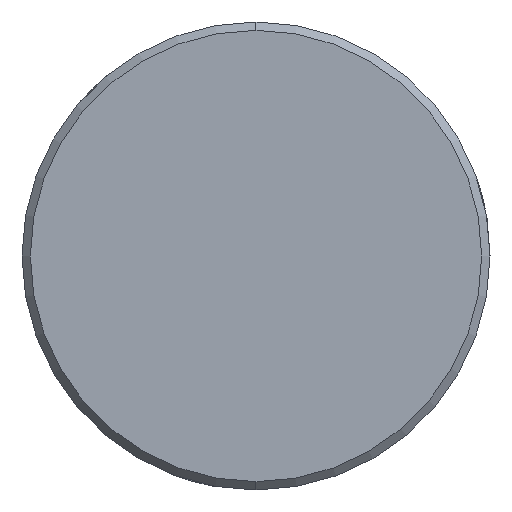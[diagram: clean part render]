
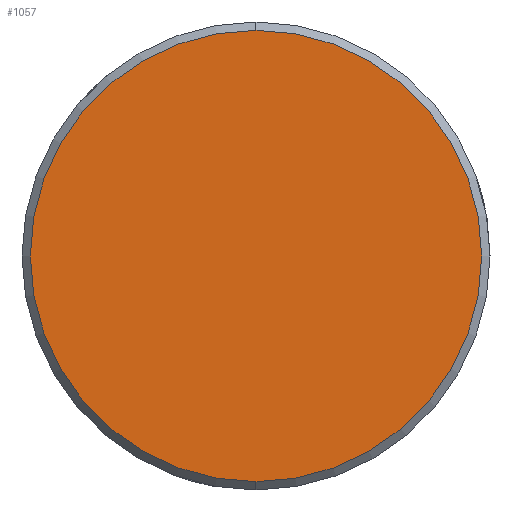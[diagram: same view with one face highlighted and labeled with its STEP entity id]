
A CAD part, left-side view. The second image highlights one B-rep face of the part: STEP entity #1057.
In plain terms, the highlighted planar face has unit normal (-1, 0, 0).
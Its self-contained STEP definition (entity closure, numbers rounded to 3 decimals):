
#52 = CIRCLE ( 'NONE', #478, 13.5 ) ;
#90 = DIRECTION ( 'NONE',  ( 0., 0., -1. ) ) ;
#92 = VERTEX_POINT ( 'NONE', #818 ) ;
#153 = CARTESIAN_POINT ( 'NONE',  ( -270.4, -13.662, -13.662 ) ) ;
#191 = CIRCLE ( 'NONE', #581, 13.5 ) ;
#224 = DIRECTION ( 'NONE',  ( 0., 0., 1. ) ) ;
#241 = FACE_OUTER_BOUND ( 'NONE', #336, .T. ) ;
#300 = EDGE_CURVE ( 'NONE', #525, #92, #191, .T. ) ;
#336 = EDGE_LOOP ( 'NONE', ( #542, #956 ) ) ;
#463 = DIRECTION ( 'NONE',  ( -1., 0., 0. ) ) ;
#478 = AXIS2_PLACEMENT_3D ( 'NONE', #570, #1096, #90 ) ;
#525 = VERTEX_POINT ( 'NONE', #741 ) ;
#542 = ORIENTED_EDGE ( 'NONE', *, *, #1014, .T. ) ;
#570 = CARTESIAN_POINT ( 'NONE',  ( -270.4, 0., 0. ) ) ;
#581 = AXIS2_PLACEMENT_3D ( 'NONE', #675, #946, #680 ) ;
#644 = PLANE ( 'NONE',  #978 ) ;
#675 = CARTESIAN_POINT ( 'NONE',  ( -270.4, 0., 0. ) ) ;
#680 = DIRECTION ( 'NONE',  ( 0., 0., -1. ) ) ;
#741 = CARTESIAN_POINT ( 'NONE',  ( -270.4, 0., 13.5 ) ) ;
#818 = CARTESIAN_POINT ( 'NONE',  ( -270.4, 0., -13.5 ) ) ;
#946 = DIRECTION ( 'NONE',  ( -1., 0., 0. ) ) ;
#956 = ORIENTED_EDGE ( 'NONE', *, *, #300, .T. ) ;
#978 = AXIS2_PLACEMENT_3D ( 'NONE', #153, #463, #224 ) ;
#1014 = EDGE_CURVE ( 'NONE', #92, #525, #52, .T. ) ;
#1057 = ADVANCED_FACE ( 'NONE', ( #241 ), #644, .T. ) ;
#1096 = DIRECTION ( 'NONE',  ( -1., 0., 0. ) ) ;
